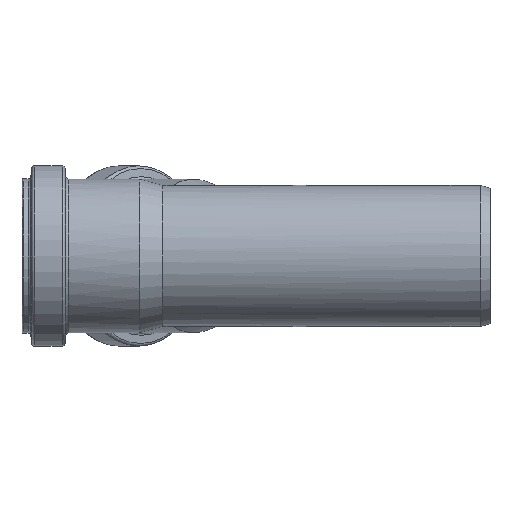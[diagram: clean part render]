
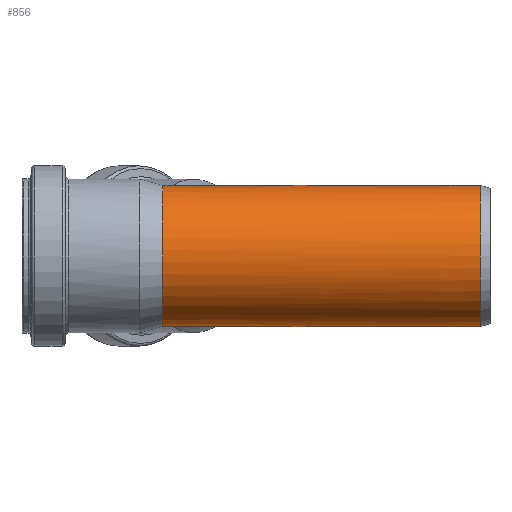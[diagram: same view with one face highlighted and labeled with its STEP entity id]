
A CAD part, left-side view. The second image highlights one B-rep face of the part: STEP entity #856.
In plain terms, the highlighted cylindrical face has radius 25.1 mm (diameter 50.2 mm), a full revolution.
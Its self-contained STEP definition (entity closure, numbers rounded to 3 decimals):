
#83=FACE_BOUND('',#325,.T.);
#139=CIRCLE('',#963,25.1);
#140=CIRCLE('',#965,25.1);
#170=ELLIPSE('',#898,67.826,25.1);
#173=ELLIPSE('',#901,67.826,25.1);
#175=ELLIPSE('',#903,27.329,25.1);
#228=FACE_OUTER_BOUND('',#324,.T.);
#324=EDGE_LOOP('',(#737,#738,#739,#740,#741,#742));
#325=EDGE_LOOP('',(#743));
#404=B_SPLINE_CURVE_WITH_KNOTS('',3,(#1651,#1652,#1653,#1654,#1655,#1656,
#1657,#1658),.UNSPECIFIED.,.F.,.F.,(4,2,2,4),(0.675,0.677,
0.685,0.694),.UNSPECIFIED.);
#411=B_SPLINE_CURVE_WITH_KNOTS('',3,(#1749,#1750,#1751,#1752,#1753,#1754),
 .UNSPECIFIED.,.F.,.F.,(4,2,4),(0.,0.01,0.014),
 .UNSPECIFIED.);
#433=VERTEX_POINT('',#1587);
#434=VERTEX_POINT('',#1588);
#437=VERTEX_POINT('',#1646);
#441=VERTEX_POINT('',#1719);
#442=VERTEX_POINT('',#1748);
#444=VERTEX_POINT('',#1809);
#473=VERTEX_POINT('',#1943);
#523=EDGE_CURVE('',#433,#434,#170,.T.);
#527=EDGE_CURVE('',#433,#437,#404,.T.);
#534=EDGE_CURVE('',#442,#441,#411,.T.);
#538=EDGE_CURVE('',#444,#441,#173,.T.);
#540=EDGE_CURVE('',#434,#444,#175,.T.);
#571=EDGE_CURVE('',#437,#442,#139,.T.);
#572=EDGE_CURVE('',#473,#473,#140,.T.);
#737=ORIENTED_EDGE('',*,*,#527,.T.);
#738=ORIENTED_EDGE('',*,*,#571,.T.);
#739=ORIENTED_EDGE('',*,*,#534,.T.);
#740=ORIENTED_EDGE('',*,*,#538,.F.);
#741=ORIENTED_EDGE('',*,*,#540,.F.);
#742=ORIENTED_EDGE('',*,*,#523,.F.);
#743=ORIENTED_EDGE('',*,*,#572,.F.);
#807=CYLINDRICAL_SURFACE('',#964,25.1);
#856=ADVANCED_FACE('',(#228,#83),#807,.T.);
#898=AXIS2_PLACEMENT_3D('',#1589,#1052,#1053);
#901=AXIS2_PLACEMENT_3D('',#1811,#1058,#1059);
#903=AXIS2_PLACEMENT_3D('',#1853,#1062,#1063);
#963=AXIS2_PLACEMENT_3D('',#1941,#1182,#1183);
#964=AXIS2_PLACEMENT_3D('',#1942,#1184,#1185);
#965=AXIS2_PLACEMENT_3D('',#1944,#1186,#1187);
#1052=DIRECTION('center_axis',(0.929,-0.37,0.));
#1053=DIRECTION('ref_axis',(0.37,0.929,0.));
#1058=DIRECTION('center_axis',(0.929,-0.37,0.));
#1059=DIRECTION('ref_axis',(0.37,0.929,0.));
#1062=DIRECTION('center_axis',(0.396,0.918,0.));
#1063=DIRECTION('ref_axis',(0.918,-0.396,0.));
#1182=DIRECTION('center_axis',(0.,-1.,0.));
#1183=DIRECTION('ref_axis',(1.,0.,0.));
#1184=DIRECTION('center_axis',(0.,-1.,0.));
#1185=DIRECTION('ref_axis',(1.,0.,0.));
#1186=DIRECTION('center_axis',(0.,-1.,0.));
#1187=DIRECTION('ref_axis',(1.,0.,0.));
#1587=CARTESIAN_POINT('',(22.706,0.084,10.699));
#1588=CARTESIAN_POINT('',(0.,-56.916,25.1));
#1589=CARTESIAN_POINT('Origin',(0.,-56.916,
0.));
#1646=CARTESIAN_POINT('',(22.648,0.123,10.821));
#1651=CARTESIAN_POINT('Ctrl Pts',(22.706,0.084,10.699));
#1652=CARTESIAN_POINT('Ctrl Pts',(22.704,0.087,10.703));
#1653=CARTESIAN_POINT('Ctrl Pts',(22.702,0.089,10.707));
#1654=CARTESIAN_POINT('Ctrl Pts',(22.692,0.102,10.727));
#1655=CARTESIAN_POINT('Ctrl Pts',(22.684,0.11,10.745));
#1656=CARTESIAN_POINT('Ctrl Pts',(22.666,0.121,10.782));
#1657=CARTESIAN_POINT('Ctrl Pts',(22.657,0.123,10.801));
#1658=CARTESIAN_POINT('Ctrl Pts',(22.648,0.123,10.821));
#1719=CARTESIAN_POINT('',(22.706,0.084,-10.699));
#1748=CARTESIAN_POINT('',(22.648,0.123,-10.821));
#1749=CARTESIAN_POINT('Ctrl Pts',(22.648,0.123,-10.821));
#1750=CARTESIAN_POINT('Ctrl Pts',(22.662,0.123,-10.791));
#1751=CARTESIAN_POINT('Ctrl Pts',(22.676,0.117,-10.762));
#1752=CARTESIAN_POINT('Ctrl Pts',(22.695,0.099,-10.722));
#1753=CARTESIAN_POINT('Ctrl Pts',(22.7,0.092,-10.71));
#1754=CARTESIAN_POINT('Ctrl Pts',(22.706,0.084,-10.699));
#1809=CARTESIAN_POINT('',(0.,-56.916,-25.1));
#1811=CARTESIAN_POINT('Origin',(0.,-56.916,
0.));
#1853=CARTESIAN_POINT('Origin',(0.,-56.916,
0.));
#1941=CARTESIAN_POINT('Origin',(0.,0.123,
0.));
#1942=CARTESIAN_POINT('Origin',(0.,0.062,
0.));
#1943=CARTESIAN_POINT('',(25.1,-112.716,0.));
#1944=CARTESIAN_POINT('Origin',(0.,-112.716,
0.));
